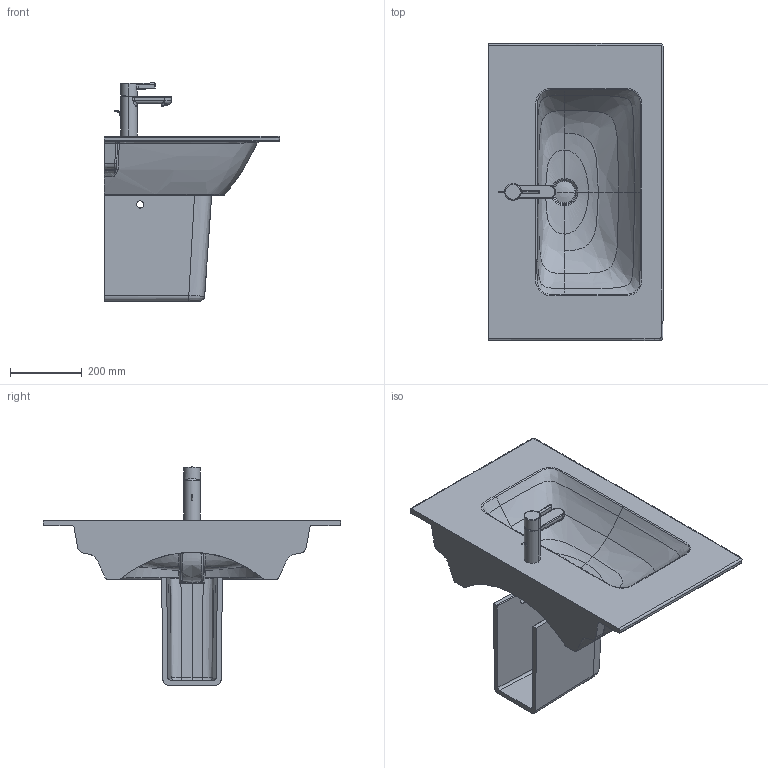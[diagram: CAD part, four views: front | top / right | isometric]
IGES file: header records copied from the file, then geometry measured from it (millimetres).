
Global section: file name: No Iges File Name specified; native system: Autodesk Inventor 2011; preprocessor: AutoDesk Inventor Iges Exporter R2011; author: Administrator; date: 20150610.184933; units: millimetre
Bounding box: 489.45 x 830.24 x 609.68 mm (x, y, z)
Volume: 20582168.4 mm3; surface area: 1830131.9 mm2
Topology: 8 solids, 8 shells, 381 faces, 958 edges, 594 vertices
Faces by surface type: bspline 159, plane 79, revolution 59, cylinder 59, torus 19, cone 4, sphere 2
